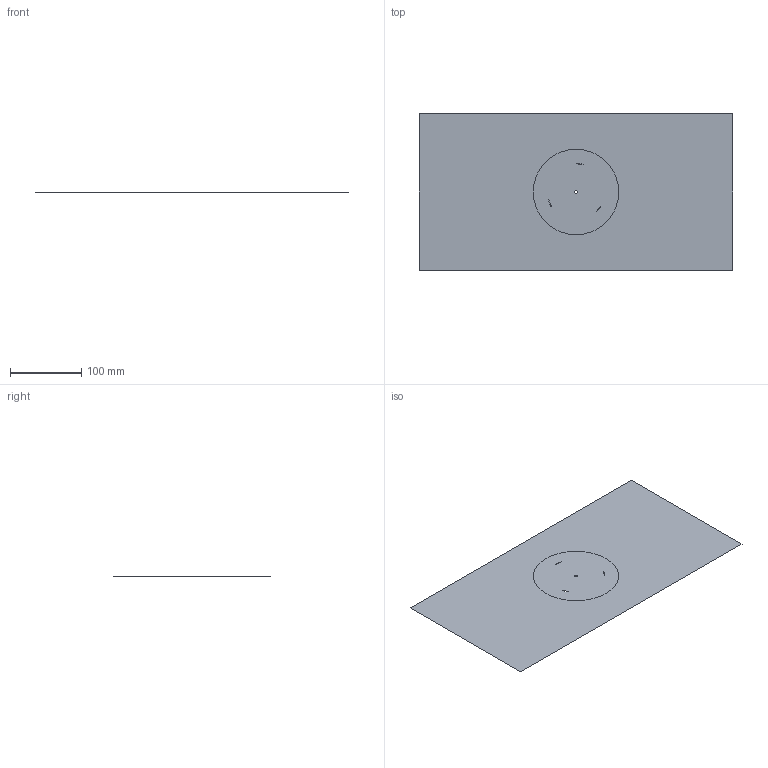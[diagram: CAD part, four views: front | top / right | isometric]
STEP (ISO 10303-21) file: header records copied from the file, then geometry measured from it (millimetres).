
FILE_DESCRIPTION(/* description */ (''),/* implementation_level */ '2;1');
FILE_NAME(/* name */ 'T1.step',/* time_stamp */ '2025-07-23T11:51:54+02:00',/* author */ (''),/* organization */ (''),/* preprocessor_version */ 'ST-DEVELOPER v20.1',/* originating_system */ 'Autodesk Translation Framework v14.10.0.0',/* authorisation */ '');
FILE_SCHEMA (('AUTOMOTIVE_DESIGN { 1 0 10303 214 3 1 1 }'));
Length unit declared in the file: millimetre
Products named in the file (3): T1; Komponent1; Komponent3
Assembly tree (2 placements, depth 3):
  T1
    Komponent1
      Komponent3
Bounding box: 440 x 220 x 0 mm (x, y, z)
Surface area: 96766.5 mm2 (no closed solid volume)
Topology: 0 solids, 2 shells, 2 faces, 13 edges, 13 vertices
Faces by surface type: plane 2
Entity records: 344 total; most frequent: CARTESIAN_POINT 168, DIRECTION 27, VERTEX_POINT 13, EDGE_CURVE 13, ORIENTED_EDGE 13, AXIS2_PLACEMENT_3D 10, EDGE_LOOP 7, LINE 7
